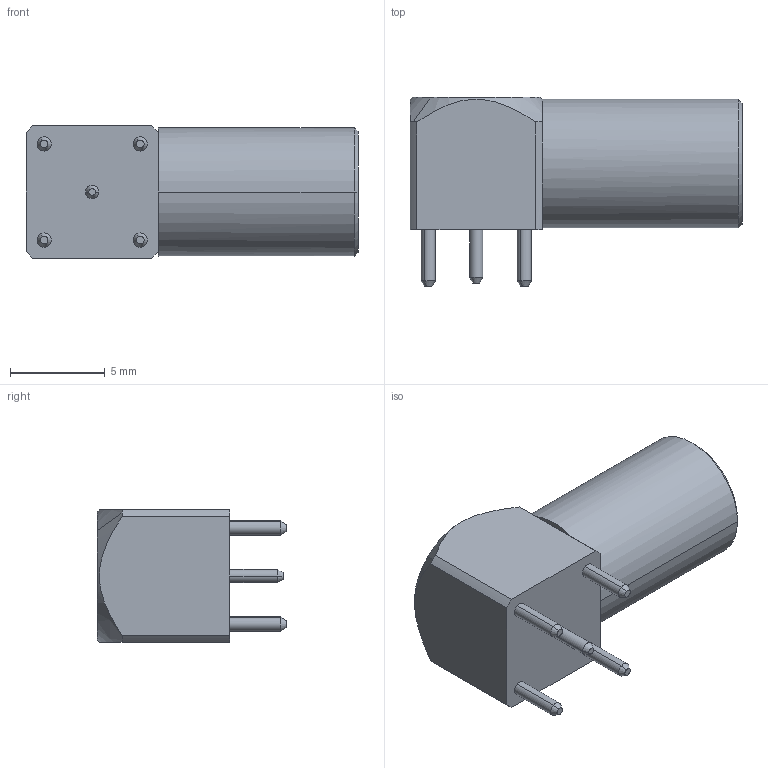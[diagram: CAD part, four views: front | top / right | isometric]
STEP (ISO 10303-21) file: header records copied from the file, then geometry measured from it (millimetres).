
FILE_DESCRIPTION (( 'STEP AP214' ), '1' );
FILE_NAME ('epl_00_250_ntn.STEP', '2025-01-07T15:07:41', ( '' ), ( '' ), 'SwSTEP 2.0', 'SolidWorks 2025', '' );
FILE_SCHEMA (( 'AUTOMOTIVE_DESIGN' ));
Length unit declared in the file: millimetre
Products named in the file (1): epl_00_250_ntn
Bounding box: 17.55 x 10 x 7 mm (x, y, z)
Volume: 568.4 mm3; surface area: 743 mm2
Topology: 1 solids, 1 shells, 61 faces, 129 edges, 78 vertices
Faces by surface type: cylinder 22, plane 19, cone 18, torus 2
Entity records: 2332 total; most frequent: DIRECTION 320, CARTESIAN_POINT 279, ORIENTED_EDGE 258, AXIS2_PLACEMENT_3D 134, EDGE_CURVE 129, VERTEX_POINT 78, CIRCLE 72, EDGE_LOOP 69
